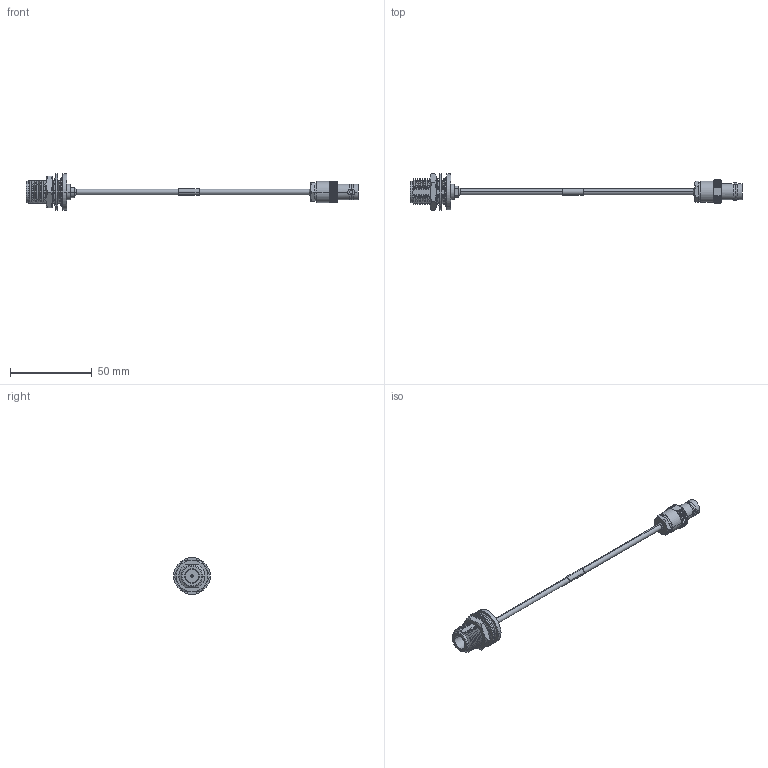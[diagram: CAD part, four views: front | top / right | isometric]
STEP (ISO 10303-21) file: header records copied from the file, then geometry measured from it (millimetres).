
FILE_DESCRIPTION (( 'STEP AP214' ), '1' );
FILE_NAME ('LCCA30443.step', '2020-05-02T08:38:26', ( '' ), ( '' ), 'SwSTEP 2.0', 'SolidWorks 2018', '' );
FILE_SCHEMA (( 'AUTOMOTIVE_DESIGN' ));
Length unit declared in the file: inch
Products named in the file (7): 1AW01-003_.152 ID; LC141TB (141 FORMABLE); LCCN3057___; LCCN3040; solder plug left^LCCA30443; LCCA30443; solder plug right^LCCA30443
Assembly tree (6 placements, depth 2):
  LCCA30443
    LC141TB (141 FORMABLE)
    LCCN3057___
    solder plug left^LCCA30443
    1AW01-003_.152 ID
    LCCN3040
    solder plug right^LCCA30443
Bounding box: 202.54 x 22.35 x 22.35 mm (x, y, z)
Volume: 9371.1 mm3; surface area: 8362.5 mm2
Topology: 11 solids, 12 shells, 712 faces, 1713 edges, 1033 vertices
Faces by surface type: plane 314, cone 256, cylinder 126, torus 12, sphere 4
Entity records: 22288 total; most frequent: CARTESIAN_POINT 5605, ORIENTED_EDGE 3426, DIRECTION 3295, EDGE_CURVE 1713, AXIS2_PLACEMENT_3D 1343, VERTEX_POINT 1033, EDGE_LOOP 732, ADVANCED_FACE 712
